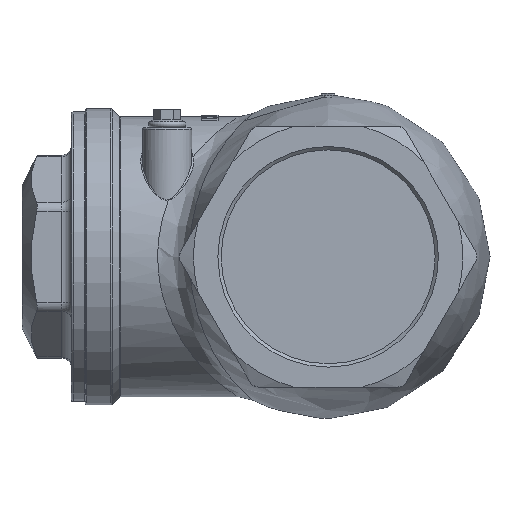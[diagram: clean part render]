
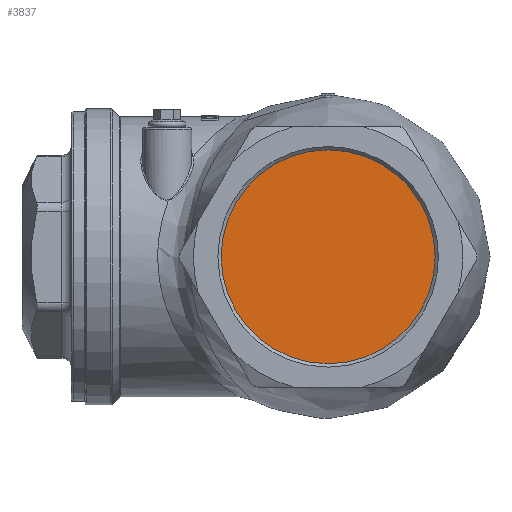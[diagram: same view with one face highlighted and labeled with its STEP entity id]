
A CAD part, left-side view. The second image highlights one B-rep face of the part: STEP entity #3837.
In plain terms, the highlighted planar face has unit normal (-1, 0, 0).
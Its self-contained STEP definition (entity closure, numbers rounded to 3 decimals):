
#255=PLANE('',#4246);
#482=FACE_OUTER_BOUND('',#711,.T.);
#711=EDGE_LOOP('',(#3287));
#855=CIRCLE('',#4203,32.5);
#1713=VERTEX_POINT('',#7994);
#2215=EDGE_CURVE('',#1713,#1713,#855,.T.);
#3287=ORIENTED_EDGE('',*,*,#2215,.T.);
#3837=ADVANCED_FACE('',(#482),#255,.T.);
#4203=AXIS2_PLACEMENT_3D('',#7996,#4986,#4987);
#4246=AXIS2_PLACEMENT_3D('',#8085,#5082,#5083);
#4986=DIRECTION('center_axis',(-1.,0.,0.));
#4987=DIRECTION('ref_axis',(0.,0.,1.));
#5082=DIRECTION('center_axis',(-1.,0.,0.));
#5083=DIRECTION('ref_axis',(0.,0.,1.));
#7994=CARTESIAN_POINT('',(-70.,0.,-32.5));
#7996=CARTESIAN_POINT('Origin',(-70.,0.,0.));
#8085=CARTESIAN_POINT('Origin',(-70.,-35.,0.));
